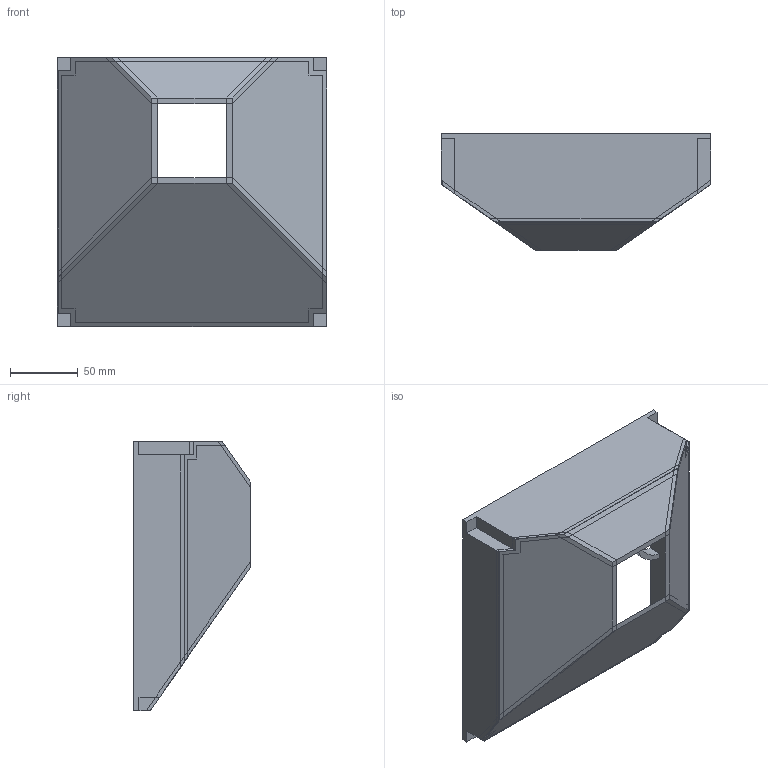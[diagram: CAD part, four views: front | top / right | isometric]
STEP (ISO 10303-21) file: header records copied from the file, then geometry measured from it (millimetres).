
FILE_DESCRIPTION(/* description */ (''),/* implementation_level */ '2;1');
FILE_NAME(/* name */ 'FoodCompartment.step',/* time_stamp */ '2024-06-14T10:43:29+02:00',/* author */ (''),/* organization */ (''),/* preprocessor_version */ 'ST-DEVELOPER v20',/* originating_system */ 'Autodesk Translation Framework v13.14.0.145',/* authorisation */ '');
FILE_SCHEMA (('AUTOMOTIVE_DESIGN { 1 0 10303 214 3 1 1 }'));
Length unit declared in the file: millimetre
Products named in the file (2): Feeder; FoodCompartmentV2
Assembly tree (1 placements, depth 2):
  Feeder
    FoodCompartmentV2
Bounding box: 198.5 x 86.19 x 198.5 mm (x, y, z)
Volume: 203617.7 mm3; surface area: 162505.5 mm2
Topology: 5 solids, 5 shells, 79 faces, 216 edges, 144 vertices
Faces by surface type: plane 75, cylinder 4
Entity records: 2519 total; most frequent: CARTESIAN_POINT 442, ORIENTED_EDGE 432, DIRECTION 388, EDGE_CURVE 216, LINE 208, VECTOR 208, VERTEX_POINT 144, AXIS2_PLACEMENT_3D 90
